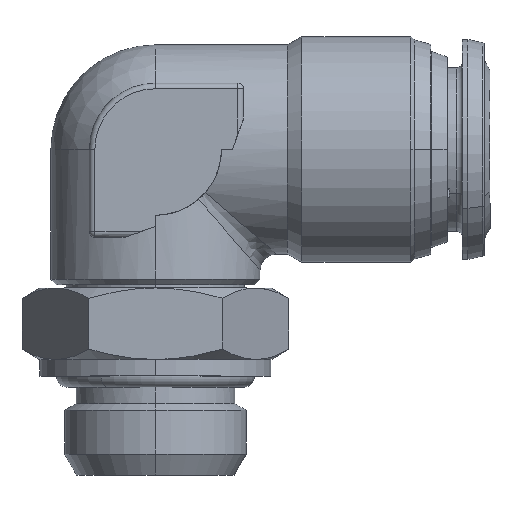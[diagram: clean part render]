
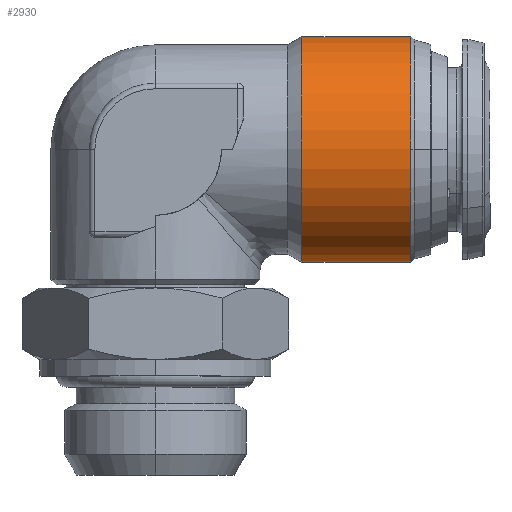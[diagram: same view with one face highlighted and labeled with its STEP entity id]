
A CAD part, top view. The second image highlights one B-rep face of the part: STEP entity #2930.
In plain terms, the highlighted cylindrical face has radius 10.25 mm (diameter 20.5 mm), a partial arc.
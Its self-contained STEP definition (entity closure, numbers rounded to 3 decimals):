
#20 = EDGE_CURVE ( 'NONE', #1221, #1217, #3778, .T. ) ;
#1198 = VERTEX_POINT ( 'NONE', #1446 ) ;
#1204 = VERTEX_POINT ( 'NONE', #1452 ) ;
#1205 = VERTEX_POINT ( 'NONE', #1453 ) ;
#1217 = VERTEX_POINT ( 'NONE', #1465 ) ;
#1221 = VERTEX_POINT ( 'NONE', #1469 ) ;
#1413 = CARTESIAN_POINT ( 'NONE',  ( 23.202, 25.8, 0. ) ) ;
#1414 = DIRECTION ( 'NONE',  ( -1., 0., 0. ) ) ;
#1415 = DIRECTION ( 'NONE',  ( 0., 0., 1. ) ) ;
#1446 = CARTESIAN_POINT ( 'NONE',  ( 23.202, 15.55, 0. ) ) ;
#1452 = CARTESIAN_POINT ( 'NONE',  ( 13.299, 15.55, 0. ) ) ;
#1453 = CARTESIAN_POINT ( 'NONE',  ( 13.299, 36.05, 0. ) ) ;
#1465 = CARTESIAN_POINT ( 'NONE',  ( 23.202, 36.05, 0. ) ) ;
#1469 = CARTESIAN_POINT ( 'NONE',  ( 23.202, 25.8, 10.25 ) ) ;
#1858 = EDGE_LOOP ( 'NONE', ( #2456, #2455, #2454, #2453, #2452 ) ) ;
#2452 = ORIENTED_EDGE ( 'NONE', *, *, #4699, .F. ) ;
#2453 = ORIENTED_EDGE ( 'NONE', *, *, #20, .T. ) ;
#2454 = ORIENTED_EDGE ( 'NONE', *, *, #4698, .T. ) ;
#2455 = ORIENTED_EDGE ( 'NONE', *, *, #4697, .T. ) ;
#2456 = ORIENTED_EDGE ( 'NONE', *, *, #4678, .T. ) ;
#2930 = ADVANCED_FACE ( 'NONE', ( #3466 ), #3474, .T. ) ;
#3466 = FACE_OUTER_BOUND ( 'NONE', #1858, .T. ) ;
#3474 = CYLINDRICAL_SURFACE ( 'NONE', #5864, 10.25 ) ;
#3778 = CIRCLE ( 'NONE', #4189, 10.25 ) ;
#4189 = AXIS2_PLACEMENT_3D ( 'NONE', #1413, #1414, #1415 ) ;
#4574 = CIRCLE ( 'NONE', #5017, 10.25 ) ;
#4594 = CIRCLE ( 'NONE', #5019, 10.25 ) ;
#4597 = LINE ( 'NONE', #5522, #4598 ) ;
#4598 = VECTOR ( 'NONE', #5523, 1000. ) ;
#4599 = LINE ( 'NONE', #5509, #4601 ) ;
#4601 = VECTOR ( 'NONE', #5508, 1000. ) ;
#4678 = EDGE_CURVE ( 'NONE', #1205, #1204, #4574, .T. ) ;
#4697 = EDGE_CURVE ( 'NONE', #1204, #1198, #4597, .T. ) ;
#4698 = EDGE_CURVE ( 'NONE', #1198, #1221, #4594, .T. ) ;
#4699 = EDGE_CURVE ( 'NONE', #1205, #1217, #4599, .T. ) ;
#5017 = AXIS2_PLACEMENT_3D ( 'NONE', #5437, #5438, #5439 ) ;
#5019 = AXIS2_PLACEMENT_3D ( 'NONE', #5525, #5526, #5527 ) ;
#5437 = CARTESIAN_POINT ( 'NONE',  ( 13.299, 25.8, 0. ) ) ;
#5438 = DIRECTION ( 'NONE',  ( 1., 0., 0. ) ) ;
#5439 = DIRECTION ( 'NONE',  ( 0., 1., 0. ) ) ;
#5508 = DIRECTION ( 'NONE',  ( 1., 0., 0. ) ) ;
#5509 = CARTESIAN_POINT ( 'NONE',  ( 25.8, 36.05, 0. ) ) ;
#5522 = CARTESIAN_POINT ( 'NONE',  ( 25.8, 15.55, 0. ) ) ;
#5523 = DIRECTION ( 'NONE',  ( 1., 0., 0. ) ) ;
#5525 = CARTESIAN_POINT ( 'NONE',  ( 23.202, 25.8, 0. ) ) ;
#5526 = DIRECTION ( 'NONE',  ( -1., 0., 0. ) ) ;
#5527 = DIRECTION ( 'NONE',  ( 0., 0., 1. ) ) ;
#5864 = AXIS2_PLACEMENT_3D ( 'NONE', #5944, #5945, #5953 ) ;
#5944 = CARTESIAN_POINT ( 'NONE',  ( 25.8, 25.8, 0. ) ) ;
#5945 = DIRECTION ( 'NONE',  ( 1., 0., 0. ) ) ;
#5953 = DIRECTION ( 'NONE',  ( 0., 1., 0. ) ) ;
